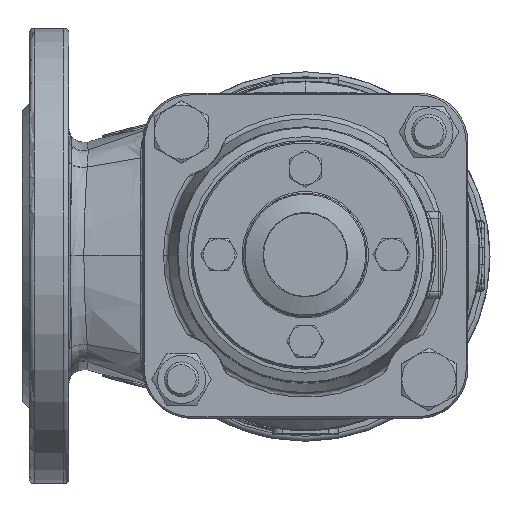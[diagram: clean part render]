
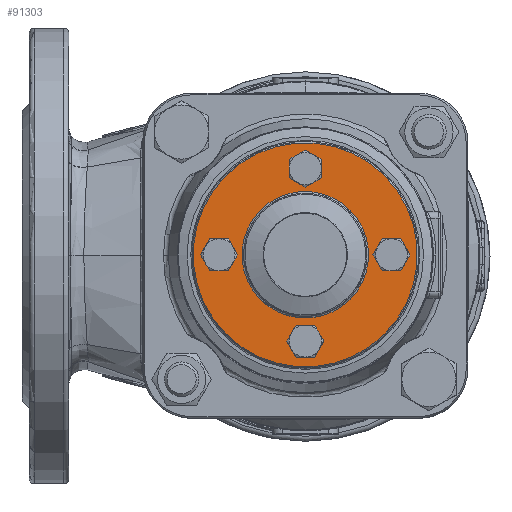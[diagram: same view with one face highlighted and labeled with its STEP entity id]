
A CAD part, top view. The second image highlights one B-rep face of the part: STEP entity #91303.
In plain terms, the highlighted planar face has unit normal (0, 0, 1).
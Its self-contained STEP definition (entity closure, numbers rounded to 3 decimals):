
#90804=CARTESIAN_POINT('',(32.173,32.173,271.5));
#90805=VERTEX_POINT('',#90804);
#90812=CARTESIAN_POINT('',(-32.173,-32.173,271.5));
#90813=VERTEX_POINT('',#90812);
#90814=CARTESIAN_POINT('',(0.,-0.,271.5));
#90815=DIRECTION('',(-0.,-0.,1.));
#90816=DIRECTION('',(0.707,0.707,0.));
#90817=AXIS2_PLACEMENT_3D('',#90814,#90815,#90816);
#90818=CIRCLE('',#90817,45.5);
#90819=EDGE_CURVE('NONE',#90813,#90805,#90818,.T.);
#90821=CARTESIAN_POINT('',(0.,-0.,271.5));
#90822=DIRECTION('',(-0.,-0.,1.));
#90823=DIRECTION('',(0.707,0.707,0.));
#90824=AXIS2_PLACEMENT_3D('',#90821,#90822,#90823);
#90825=CIRCLE('',#90824,45.5);
#90826=EDGE_CURVE('NONE',#90805,#90813,#90825,.T.);
#90855=CARTESIAN_POINT('',(18.173,18.173,271.5));
#90856=VERTEX_POINT('',#90855);
#90974=CARTESIAN_POINT('',(-18.173,-18.173,271.5));
#90975=VERTEX_POINT('',#90974);
#90976=CARTESIAN_POINT('',(0.,-0.,271.5));
#90977=DIRECTION('',(0.,0.,-1.));
#90978=DIRECTION('',(0.707,0.707,0.));
#90979=AXIS2_PLACEMENT_3D('',#90976,#90977,#90978);
#90980=CIRCLE('',#90979,25.7);
#90981=EDGE_CURVE('NONE',#90975,#90856,#90980,.T.);
#90983=CARTESIAN_POINT('',(0.,-0.,271.5));
#90984=DIRECTION('',(0.,0.,-1.));
#90985=DIRECTION('',(0.707,0.707,0.));
#90986=AXIS2_PLACEMENT_3D('',#90983,#90984,#90985);
#90987=CIRCLE('',#90986,25.7);
#90988=EDGE_CURVE('NONE',#90856,#90975,#90987,.T.);
#91290=CARTESIAN_POINT('',(-32.527,32.527,271.5));
#91291=DIRECTION('',(0.,0.,-1.));
#91292=DIRECTION('',(0.707,0.707,0.));
#91293=AXIS2_PLACEMENT_3D('',#91290,#91291,#91292);
#91294=PLANE('',#91293);
#91295=ORIENTED_EDGE('',*,*,#90826,.T.);
#91296=ORIENTED_EDGE('',*,*,#90819,.T.);
#91297=EDGE_LOOP('',(#91295,#91296));
#91298=FACE_BOUND('',#91297,.T.);
#91299=ORIENTED_EDGE('',*,*,#90988,.T.);
#91300=ORIENTED_EDGE('',*,*,#90981,.T.);
#91301=EDGE_LOOP('',(#91299,#91300));
#91302=FACE_BOUND('',#91301,.T.);
#91303=ADVANCED_FACE('NONE',(#91298,#91302),#91294,.F.);
